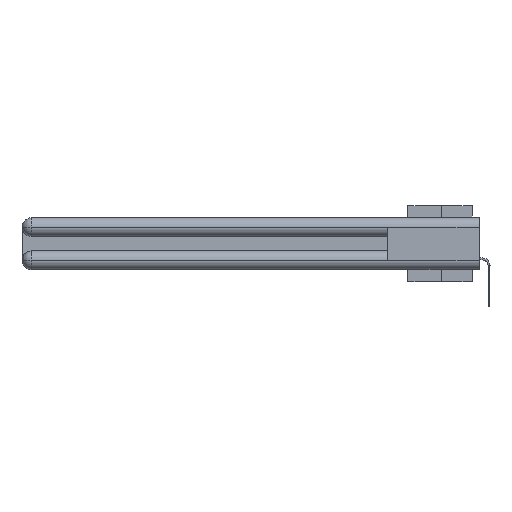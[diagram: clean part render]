
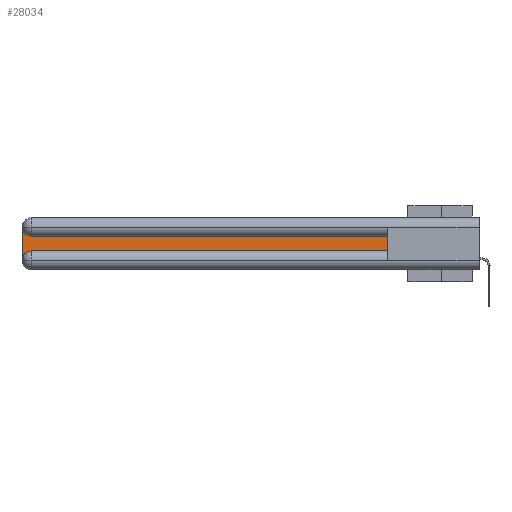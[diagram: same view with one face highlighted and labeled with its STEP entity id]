
A CAD part, left-side view. The second image highlights one B-rep face of the part: STEP entity #28034.
In plain terms, the highlighted planar face has unit normal (-1, 0, 0).
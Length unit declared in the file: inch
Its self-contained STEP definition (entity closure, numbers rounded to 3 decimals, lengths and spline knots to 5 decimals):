
#701 = LINE ( 'NONE', #2334, #16343 ) ;
#1037 = CARTESIAN_POINT ( 'NONE',  ( 0.075, 0.6, -0.2175 ) ) ;
#1174 = DIRECTION ( 'NONE',  ( 0., 0., -1. ) ) ;
#1803 = CARTESIAN_POINT ( 'NONE',  ( 0.075, 0.6, -0.1225 ) ) ;
#2334 = CARTESIAN_POINT ( 'NONE',  ( 0.075, 3., -0.2175 ) ) ;
#2954 = AXIS2_PLACEMENT_3D ( 'NONE', #14454, #28049, #6020 ) ;
#3023 = CIRCLE ( 'NONE', #2954, 0.06 ) ;
#5465 = VECTOR ( 'NONE', #10929, 39.37008 ) ;
#5572 = VERTEX_POINT ( 'NONE', #25759 ) ;
#5729 = PLANE ( 'NONE',  #15897 ) ;
#5972 = ORIENTED_EDGE ( 'NONE', *, *, #20723, .T. ) ;
#6020 = DIRECTION ( 'NONE',  ( 0., 0., -1. ) ) ;
#6317 = EDGE_CURVE ( 'NONE', #21022, #20438, #17583, .T. ) ;
#6606 = EDGE_CURVE ( 'NONE', #14586, #12136, #701, .T. ) ;
#6679 = EDGE_LOOP ( 'NONE', ( #19849, #5972, #8890, #15605, #18074, #13496 ) ) ;
#6711 = DIRECTION ( 'NONE',  ( 0., 1., 0. ) ) ;
#7049 = DIRECTION ( 'NONE',  ( 0., 0., -1. ) ) ;
#8890 = ORIENTED_EDGE ( 'NONE', *, *, #6606, .T. ) ;
#9648 = CIRCLE ( 'NONE', #15784, 0.06 ) ;
#9900 = DIRECTION ( 'NONE',  ( 0., -1., 0. ) ) ;
#10213 = LINE ( 'NONE', #1037, #15709 ) ;
#10455 = EDGE_CURVE ( 'NONE', #5572, #21022, #10213, .T. ) ;
#10929 = DIRECTION ( 'NONE',  ( 0., 0., 1. ) ) ;
#11429 = VERTEX_POINT ( 'NONE', #21922 ) ;
#12136 = VERTEX_POINT ( 'NONE', #25549 ) ;
#13002 = CARTESIAN_POINT ( 'NONE',  ( 0.075, 0.6, -0.2175 ) ) ;
#13245 = DIRECTION ( 'NONE',  ( 0., 0., -1. ) ) ;
#13418 = VECTOR ( 'NONE', #6711, 39.37008 ) ;
#13496 = ORIENTED_EDGE ( 'NONE', *, *, #6317, .T. ) ;
#14454 = CARTESIAN_POINT ( 'NONE',  ( 0.075, 2.94, -0.0625 ) ) ;
#14586 = VERTEX_POINT ( 'NONE', #22765 ) ;
#15037 = EDGE_CURVE ( 'NONE', #12136, #5572, #9648, .T. ) ;
#15605 = ORIENTED_EDGE ( 'NONE', *, *, #15037, .T. ) ;
#15709 = VECTOR ( 'NONE', #9900, 39.37008 ) ;
#15730 = LINE ( 'NONE', #22231, #13418 ) ;
#15784 = AXIS2_PLACEMENT_3D ( 'NONE', #24480, #20064, #13245 ) ;
#15897 = AXIS2_PLACEMENT_3D ( 'NONE', #26412, #23774, #1174 ) ;
#16343 = VECTOR ( 'NONE', #7049, 39.37008 ) ;
#17583 = LINE ( 'NONE', #13002, #5465 ) ;
#18074 = ORIENTED_EDGE ( 'NONE', *, *, #10455, .T. ) ;
#19849 = ORIENTED_EDGE ( 'NONE', *, *, #22619, .T. ) ;
#20064 = DIRECTION ( 'NONE',  ( 1., 0., 0. ) ) ;
#20438 = VERTEX_POINT ( 'NONE', #1803 ) ;
#20723 = EDGE_CURVE ( 'NONE', #11429, #14586, #3023, .T. ) ;
#21022 = VERTEX_POINT ( 'NONE', #27292 ) ;
#21841 = FACE_OUTER_BOUND ( 'NONE', #6679, .T. ) ;
#21922 = CARTESIAN_POINT ( 'NONE',  ( 0.075, 2.94, -0.1225 ) ) ;
#22231 = CARTESIAN_POINT ( 'NONE',  ( 0.075, 0.6, -0.1225 ) ) ;
#22619 = EDGE_CURVE ( 'NONE', #20438, #11429, #15730, .T. ) ;
#22765 = CARTESIAN_POINT ( 'NONE',  ( 0.075, 3., -0.0625 ) ) ;
#23774 = DIRECTION ( 'NONE',  ( 1., 0., 0. ) ) ;
#24480 = CARTESIAN_POINT ( 'NONE',  ( 0.075, 2.94, -0.2775 ) ) ;
#25549 = CARTESIAN_POINT ( 'NONE',  ( 0.075, 3., -0.2775 ) ) ;
#25759 = CARTESIAN_POINT ( 'NONE',  ( 0.075, 2.94, -0.2175 ) ) ;
#26412 = CARTESIAN_POINT ( 'NONE',  ( 0.075, 3., -0.1225 ) ) ;
#27292 = CARTESIAN_POINT ( 'NONE',  ( 0.075, 0.6, -0.2175 ) ) ;
#28034 = ADVANCED_FACE ( 'NONE', ( #21841 ), #5729, .F. ) ;
#28049 = DIRECTION ( 'NONE',  ( 1., 0., 0. ) ) ;
